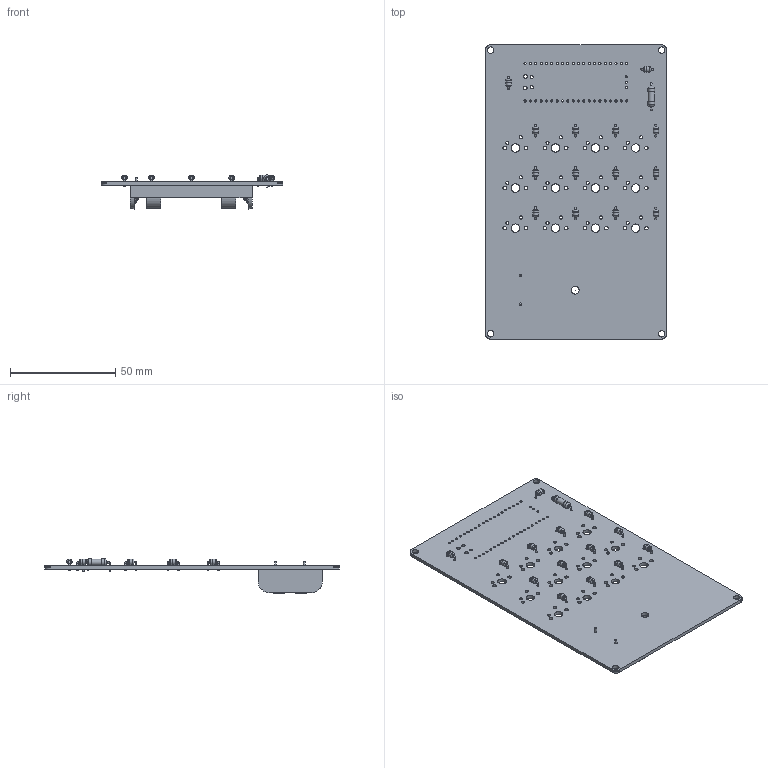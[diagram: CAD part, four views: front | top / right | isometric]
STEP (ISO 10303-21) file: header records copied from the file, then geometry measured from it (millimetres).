
FILE_DESCRIPTION(('KiCad electronic assembly'),'2;1');
FILE_NAME('blindscontrol.step','2023-11-21T00:18:55',('Pcbnew'),('Kicad' ),'Open CASCADE STEP processor 7.6','KiCad to STEP converter', 'Unknown');
FILE_SCHEMA(('AUTOMOTIVE_DESIGN { 1 0 10303 214 1 1 1 1 }'));
Length unit declared in the file: millimetre
Products named in the file (8): blindscontrol 1; D_T-1_P5.08mm_Horizontal; SOLID; R_Axial_DIN0309_L9.0mm_D3.2mm_P12.70mm_Horizontal; BatteryHolder_MPD_BC2AAPC_2xAA; COMPOUND; blindscontrol PCB
Assembly tree (20 placements, depth 3):
  blindscontrol 1
    D_T-1_P5.08mm_Horizontal  x14
      SOLID
    R_Axial_DIN0309_L9.0mm_D3.2mm_P12.70mm_Horizontal
      SOLID
    BatteryHolder_MPD_BC2AAPC_2xAA
      COMPOUND
    blindscontrol PCB
Bounding box: 86.21 x 139.81 x 16.25 mm (x, y, z)
Volume: 25308.3 mm3; surface area: 32767.8 mm2
Topology: 26 solids, 26 shells, 540 faces, 1193 edges, 770 vertices
Faces by surface type: cylinder 267, plane 211, torus 60, revolution 2
Full cylindrical faces by diameter (mm): 0.02 x1, 0.7 x60, 0.8 x2, 0.89 x2, 1 x28, 1.02 x43, 1.17 x2, 1.4 x2, 1.5 x26, 1.7 x24, 1.8 x2, 2.6 x14, 2.62 x14, 2.8 x4, 2.88 x1, 3.048 x2, 3.084 x2, 3.2 x2, 3.65 x2, 4 x12, 4.2 x4, 5.6 x4, 7 x2
Entity records: 25290 total; most frequent: CARTESIAN_POINT 6406, DIRECTION 3372, LINE 1782, VECTOR 1782, ORIENTED_EDGE 1736, PCURVE 1736, DEFINITIONAL_REPRESENTATION 1736, EDGE_CURVE 868
